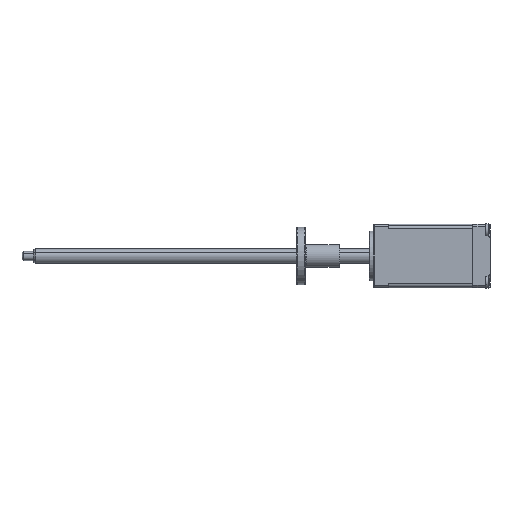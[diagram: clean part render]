
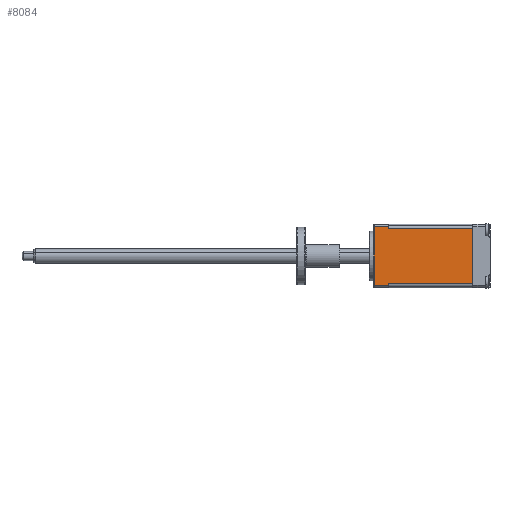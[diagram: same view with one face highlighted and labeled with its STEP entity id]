
A CAD part, left-side view. The second image highlights one B-rep face of the part: STEP entity #8084.
In plain terms, the highlighted planar face has unit normal (-1, 0, 0).
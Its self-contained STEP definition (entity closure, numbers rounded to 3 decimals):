
#27 = ORIENTED_EDGE ( 'NONE', *, *, #7058, .F. ) ;
#170 = LINE ( 'NONE', #4041, #6530 ) ;
#485 = ORIENTED_EDGE ( 'NONE', *, *, #9360, .T. ) ;
#633 = AXIS2_PLACEMENT_3D ( 'NONE', #5569, #774, #6371 ) ;
#774 = DIRECTION ( 'NONE',  ( 1., 0., 0. ) ) ;
#961 = VERTEX_POINT ( 'NONE', #6601 ) ;
#1028 = VECTOR ( 'NONE', #4621, 1000. ) ;
#1096 = ORIENTED_EDGE ( 'NONE', *, *, #9718, .F. ) ;
#1674 = DIRECTION ( 'NONE',  ( 0., 0., -1. ) ) ;
#1718 = VECTOR ( 'NONE', #3811, 1000. ) ;
#1751 = LINE ( 'NONE', #2133, #10009 ) ;
#1820 = CARTESIAN_POINT ( 'NONE',  ( -12.711, 17.576, 21.353 ) ) ;
#1957 = LINE ( 'NONE', #2295, #1718 ) ;
#1968 = EDGE_CURVE ( 'NONE', #961, #10111, #1957, .T. ) ;
#2133 = CARTESIAN_POINT ( 'NONE',  ( -12.711, -19.524, 21.353 ) ) ;
#2217 = ORIENTED_EDGE ( 'NONE', *, *, #6673, .F. ) ;
#2295 = CARTESIAN_POINT ( 'NONE',  ( -12.711, -19.524, 45.847 ) ) ;
#2332 = DIRECTION ( 'NONE',  ( 0., 1., 0. ) ) ;
#2424 = CARTESIAN_POINT ( 'NONE',  ( -12.711, 17.576, 20.698 ) ) ;
#2490 = VERTEX_POINT ( 'NONE', #1820 ) ;
#2523 = VERTEX_POINT ( 'NONE', #2639 ) ;
#2639 = CARTESIAN_POINT ( 'NONE',  ( -12.711, 23.876, 46.502 ) ) ;
#2833 = ORIENTED_EDGE ( 'NONE', *, *, #3347, .T. ) ;
#3332 = LINE ( 'NONE', #7153, #7634 ) ;
#3347 = EDGE_CURVE ( 'NONE', #7865, #2523, #3332, .T. ) ;
#3794 = CARTESIAN_POINT ( 'NONE',  ( -12.711, -19.524, 45.847 ) ) ;
#3811 = DIRECTION ( 'NONE',  ( 0., 1., 0. ) ) ;
#4041 = CARTESIAN_POINT ( 'NONE',  ( -12.711, 23.876, 20.698 ) ) ;
#4180 = VERTEX_POINT ( 'NONE', #6723 ) ;
#4344 = DIRECTION ( 'NONE',  ( 0., 1., 0. ) ) ;
#4384 = CARTESIAN_POINT ( 'NONE',  ( -12.711, 17.576, 46.502 ) ) ;
#4621 = DIRECTION ( 'NONE',  ( 0., 0., -1. ) ) ;
#4638 = LINE ( 'NONE', #4743, #6288 ) ;
#4743 = CARTESIAN_POINT ( 'NONE',  ( -12.711, 16.476, 20.698 ) ) ;
#4974 = EDGE_LOOP ( 'NONE', ( #9734, #1096, #2833, #485, #6395, #2217, #27, #9743 ) ) ;
#5014 = LINE ( 'NONE', #2424, #7170 ) ;
#5140 = VECTOR ( 'NONE', #7005, 1000. ) ;
#5346 = CARTESIAN_POINT ( 'NONE',  ( -12.711, 23.876, 20.698 ) ) ;
#5348 = VERTEX_POINT ( 'NONE', #9654 ) ;
#5569 = CARTESIAN_POINT ( 'NONE',  ( -12.711, -19.524, 45.847 ) ) ;
#5704 = VERTEX_POINT ( 'NONE', #5346 ) ;
#6209 = CARTESIAN_POINT ( 'NONE',  ( -12.711, 17.576, 20.698 ) ) ;
#6288 = VECTOR ( 'NONE', #4344, 1000. ) ;
#6339 = CARTESIAN_POINT ( 'NONE',  ( -12.711, 17.576, 45.847 ) ) ;
#6371 = DIRECTION ( 'NONE',  ( 0., 0., 1. ) ) ;
#6395 = ORIENTED_EDGE ( 'NONE', *, *, #9847, .F. ) ;
#6530 = VECTOR ( 'NONE', #1674, 1000. ) ;
#6601 = CARTESIAN_POINT ( 'NONE',  ( -12.711, -19.524, 45.847 ) ) ;
#6673 = EDGE_CURVE ( 'NONE', #2490, #5348, #5014, .T. ) ;
#6723 = CARTESIAN_POINT ( 'NONE',  ( -12.711, -19.524, 21.353 ) ) ;
#7005 = DIRECTION ( 'NONE',  ( 0., 0., -1. ) ) ;
#7058 = EDGE_CURVE ( 'NONE', #4180, #2490, #1751, .T. ) ;
#7153 = CARTESIAN_POINT ( 'NONE',  ( -12.711, 16.476, 46.502 ) ) ;
#7170 = VECTOR ( 'NONE', #8831, 1000. ) ;
#7523 = LINE ( 'NONE', #6209, #5140 ) ;
#7634 = VECTOR ( 'NONE', #2332, 1000. ) ;
#7865 = VERTEX_POINT ( 'NONE', #4384 ) ;
#8084 = ADVANCED_FACE ( 'NONE', ( #9579 ), #9557, .F. ) ;
#8574 = EDGE_CURVE ( 'NONE', #961, #4180, #8827, .T. ) ;
#8827 = LINE ( 'NONE', #3794, #1028 ) ;
#8831 = DIRECTION ( 'NONE',  ( 0., 0., -1. ) ) ;
#9360 = EDGE_CURVE ( 'NONE', #2523, #5704, #170, .T. ) ;
#9557 = PLANE ( 'NONE',  #633 ) ;
#9579 = FACE_OUTER_BOUND ( 'NONE', #4974, .T. ) ;
#9654 = CARTESIAN_POINT ( 'NONE',  ( -12.711, 17.576, 20.698 ) ) ;
#9718 = EDGE_CURVE ( 'NONE', #7865, #10111, #7523, .T. ) ;
#9734 = ORIENTED_EDGE ( 'NONE', *, *, #1968, .T. ) ;
#9743 = ORIENTED_EDGE ( 'NONE', *, *, #8574, .F. ) ;
#9847 = EDGE_CURVE ( 'NONE', #5348, #5704, #4638, .T. ) ;
#10009 = VECTOR ( 'NONE', #10141, 1000. ) ;
#10111 = VERTEX_POINT ( 'NONE', #6339 ) ;
#10141 = DIRECTION ( 'NONE',  ( 0., 1., 0. ) ) ;
